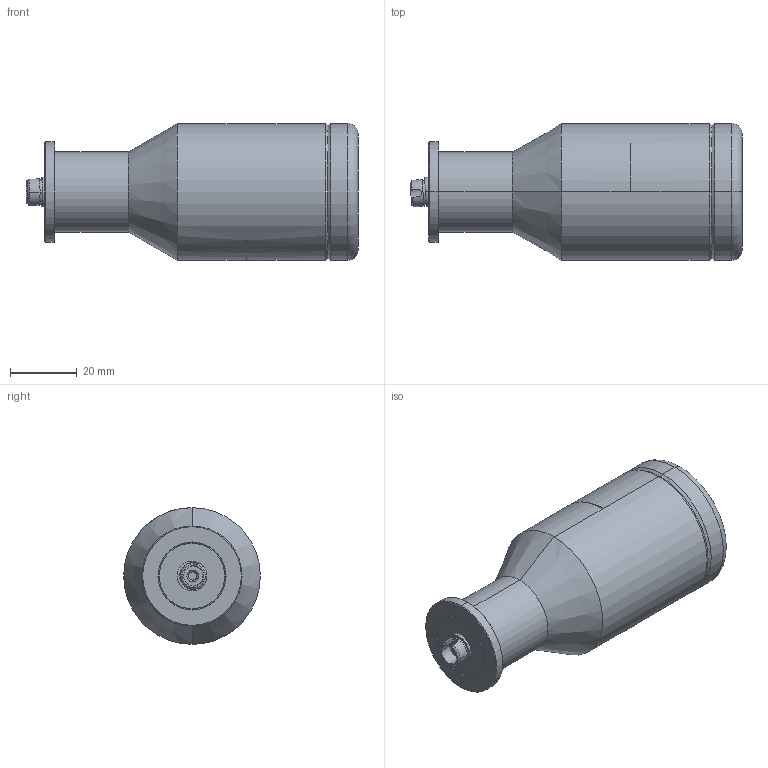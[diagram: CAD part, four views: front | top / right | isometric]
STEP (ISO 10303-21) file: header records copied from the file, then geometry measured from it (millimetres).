
FILE_DESCRIPTION((''),'2;1');
FILE_NAME('PRT0001','2022-03-25T',('EDY'),(''),'CREO PARAMETRIC BY PTC INC, 2018070','CREO PARAMETRIC BY PTC INC, 2018070','');
FILE_SCHEMA(('CONFIG_CONTROL_DESIGN'));
Length unit declared in the file: millimetre
Products named in the file (1): PRT0001
Bounding box: 99.57 x 41 x 41 mm (x, y, z)
Volume: 95948.2 mm3; surface area: 13054.8 mm2
Topology: 1 solids, 2 shells, 57 faces, 129 edges, 81 vertices
Faces by surface type: cylinder 22, cone 21, plane 12, torus 2
Entity records: 1726 total; most frequent: CARTESIAN_POINT 351, DIRECTION 299, ORIENTED_EDGE 258, EDGE_CURVE 129, AXIS2_PLACEMENT_3D 123, VERTEX_POINT 81, CIRCLE 66, EDGE_LOOP 64
